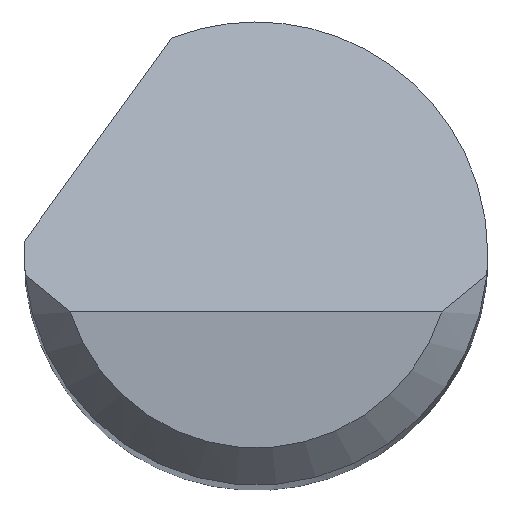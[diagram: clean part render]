
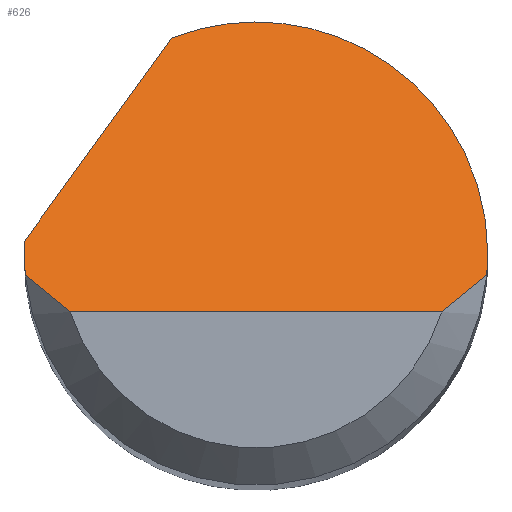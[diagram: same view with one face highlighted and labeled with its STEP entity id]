
A CAD part, top view. The second image highlights one B-rep face of the part: STEP entity #626.
In plain terms, the highlighted planar face has unit normal (0, 0.707, 0.707).
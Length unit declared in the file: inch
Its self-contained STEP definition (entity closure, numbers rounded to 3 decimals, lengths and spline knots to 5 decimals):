
#7 = CARTESIAN_POINT ( 'NONE',  ( 0.07508, -0.02375, 2.5 ) ) ;
#13 = B_SPLINE_CURVE_WITH_KNOTS ( 'NONE', 3,
 ( #7, #478, #422, #118 ),
 .UNSPECIFIED., .F., .F.,
 ( 4, 4 ),
 ( 0., 0.00071 ),
 .UNSPECIFIED. ) ;
#24 = ORIENTED_EDGE ( 'NONE', *, *, #380, .F. ) ;
#31 = DIRECTION ( 'NONE',  ( 0., -0.707, -0.707 ) ) ;
#48 = DIRECTION ( 'NONE',  ( 0., 0.707, -0.707 ) ) ;
#55 = CARTESIAN_POINT ( 'NONE',  ( -0.08761, -0.01397, 2.49022 ) ) ;
#70 = EDGE_CURVE ( 'NONE', #786, #84, #13, .T. ) ;
#83 = AXIS2_PLACEMENT_3D ( 'NONE', #217, #31, #48 ) ;
#84 = VERTEX_POINT ( 'NONE', #238 ) ;
#86 = LINE ( 'NONE', #766, #446 ) ;
#89 = ORIENTED_EDGE ( 'NONE', *, *, #420, .F. ) ;
#92 = CARTESIAN_POINT ( 'NONE',  ( -0.03394, 0.08739, 2.38886 ) ) ;
#95 = VERTEX_POINT ( 'NONE', #681 ) ;
#110 = CARTESIAN_POINT ( 'NONE',  ( -0.11014, -0.01781, 2.49406 ) ) ;
#114 = ORIENTED_EDGE ( 'NONE', *, *, #259, .F. ) ;
#115 = CARTESIAN_POINT ( 'NONE',  ( -0.09375, 0., 2.47625 ) ) ;
#118 = CARTESIAN_POINT ( 'NONE',  ( 0.09334, -0.00875, 2.485 ) ) ;
#130 = CARTESIAN_POINT ( 'NONE',  ( -0.09375, 0.00167, 2.47458 ) ) ;
#152 = FACE_OUTER_BOUND ( 'NONE', #703, .T. ) ;
#153 = CARTESIAN_POINT ( 'NONE',  ( 0.03379, 0.11369, 2.36256 ) ) ;
#161 = CARTESIAN_POINT ( 'NONE',  ( -0.09334, -0.00875, 2.485 ) ) ;
#175 = VERTEX_POINT ( 'NONE', #437 ) ;
#180 = CARTESIAN_POINT ( 'NONE',  ( -0.09361, -0.00584, 2.48209 ) ) ;
#217 = CARTESIAN_POINT ( 'NONE',  ( -0.09375, -0.02375, 2.5 ) ) ;
#222 = CARTESIAN_POINT ( 'NONE',  ( 0.09334, -0.00875, 2.485 ) ) ;
#238 = CARTESIAN_POINT ( 'NONE',  ( 0.09334, -0.00875, 2.485 ) ) ;
#244 =( BOUNDED_CURVE ( )  B_SPLINE_CURVE ( 3, ( #382, #130, #323, #371 ),
 .UNSPECIFIED., .F., .F. ) 
 B_SPLINE_CURVE_WITH_KNOTS ( ( 4, 4 ),
 ( 4.71239, 4.76575 ),
 .UNSPECIFIED. ) 
 CURVE ( )  GEOMETRIC_REPRESENTATION_ITEM ( )  RATIONAL_B_SPLINE_CURVE ( ( 1., 1., 1., 1. ) ) 
 REPRESENTATION_ITEM ( '' )  );
#259 = EDGE_CURVE ( 'NONE', #489, #348, #244, .T. ) ;
#262 = ORIENTED_EDGE ( 'NONE', *, *, #368, .F. ) ;
#264 = VERTEX_POINT ( 'NONE', #575 ) ;
#289 = CARTESIAN_POINT ( 'NONE',  ( -0.07508, -0.02375, 2.5 ) ) ;
#294 = VECTOR ( 'NONE', #533, 39.37008 ) ;
#302 = EDGE_CURVE ( 'NONE', #348, #95, #661, .T. ) ;
#323 = CARTESIAN_POINT ( 'NONE',  ( -0.09371, 0.00333, 2.47292 ) ) ;
#328 = CARTESIAN_POINT ( 'NONE',  ( 0.09375, 0., 2.47625 ) ) ;
#330 = ORIENTED_EDGE ( 'NONE', *, *, #70, .T. ) ;
#348 = VERTEX_POINT ( 'NONE', #587 ) ;
#350 = CARTESIAN_POINT ( 'NONE',  ( -0.09375, 0., 2.47625 ) ) ;
#368 = EDGE_CURVE ( 'NONE', #264, #84, #778, .T. ) ;
#370 = VERTEX_POINT ( 'NONE', #598 ) ;
#371 = CARTESIAN_POINT ( 'NONE',  ( -0.09362, 0.005, 2.47125 ) ) ;
#380 = EDGE_CURVE ( 'NONE', #95, #264, #549, .T. ) ;
#382 = CARTESIAN_POINT ( 'NONE',  ( -0.09375, 0., 2.47625 ) ) ;
#385 = ORIENTED_EDGE ( 'NONE', *, *, #714, .T. ) ;
#392 = CARTESIAN_POINT ( 'NONE',  ( 0.09375, 0., 2.47625 ) ) ;
#394 = PLANE ( 'NONE',  #83 ) ;
#420 = EDGE_CURVE ( 'NONE', #175, #489, #492, .T. ) ;
#422 = CARTESIAN_POINT ( 'NONE',  ( 0.08761, -0.01397, 2.49022 ) ) ;
#436 = B_SPLINE_CURVE_WITH_KNOTS ( 'NONE', 3,
 ( #161, #55, #524, #289 ),
 .UNSPECIFIED., .F., .F.,
 ( 4, 4 ),
 ( 0., 0.00071 ),
 .UNSPECIFIED. ) ;
#437 = CARTESIAN_POINT ( 'NONE',  ( -0.09334, -0.00875, 2.485 ) ) ;
#446 = VECTOR ( 'NONE', #451, 39.37008 ) ;
#451 = DIRECTION ( 'NONE',  ( 1., 0., 0. ) ) ;
#456 = EDGE_CURVE ( 'NONE', #370, #786, #86, .T. ) ;
#457 = CARTESIAN_POINT ( 'NONE',  ( 0.09361, -0.00584, 2.48209 ) ) ;
#478 = CARTESIAN_POINT ( 'NONE',  ( 0.08157, -0.019, 2.49525 ) ) ;
#489 = VERTEX_POINT ( 'NONE', #115 ) ;
#492 =( BOUNDED_CURVE ( )  B_SPLINE_CURVE ( 3, ( #746, #180, #669, #350 ),
 .UNSPECIFIED., .F., .F. ) 
 B_SPLINE_CURVE_WITH_KNOTS ( ( 4, 4 ),
 ( 4.61892, 4.71239 ),
 .UNSPECIFIED. ) 
 CURVE ( )  GEOMETRIC_REPRESENTATION_ITEM ( )  RATIONAL_B_SPLINE_CURVE ( ( 1., 0.999, 0.999, 1. ) ) 
 REPRESENTATION_ITEM ( '' )  );
#524 = CARTESIAN_POINT ( 'NONE',  ( -0.08157, -0.019, 2.49525 ) ) ;
#533 = DIRECTION ( 'NONE',  ( 0.456, 0.629, -0.629 ) ) ;
#549 =( BOUNDED_CURVE ( )  B_SPLINE_CURVE ( 3, ( #92, #153, #713, #328 ),
 .UNSPECIFIED., .F., .F. ) 
 B_SPLINE_CURVE_WITH_KNOTS ( ( 4, 4 ),
 ( 5.91277, 7.85398 ),
 .UNSPECIFIED. ) 
 CURVE ( )  GEOMETRIC_REPRESENTATION_ITEM ( )  RATIONAL_B_SPLINE_CURVE ( ( 1., 0.71, 0.71, 1. ) ) 
 REPRESENTATION_ITEM ( '' )  );
#575 = CARTESIAN_POINT ( 'NONE',  ( 0.09375, 0., 2.47625 ) ) ;
#587 = CARTESIAN_POINT ( 'NONE',  ( -0.09362, 0.005, 2.47125 ) ) ;
#591 = CARTESIAN_POINT ( 'NONE',  ( 0.07508, -0.02375, 2.5 ) ) ;
#598 = CARTESIAN_POINT ( 'NONE',  ( -0.07508, -0.02375, 2.5 ) ) ;
#626 = ADVANCED_FACE ( 'NONE', ( #152 ), #394, .F. ) ;
#645 = CARTESIAN_POINT ( 'NONE',  ( 0.09375, -0.00292, 2.47917 ) ) ;
#661 = LINE ( 'NONE', #110, #294 ) ;
#669 = CARTESIAN_POINT ( 'NONE',  ( -0.09375, -0.00292, 2.47917 ) ) ;
#681 = CARTESIAN_POINT ( 'NONE',  ( -0.03394, 0.08739, 2.38886 ) ) ;
#703 = EDGE_LOOP ( 'NONE', ( #704, #330, #262, #24, #739, #114, #89, #385 ) ) ;
#704 = ORIENTED_EDGE ( 'NONE', *, *, #456, .T. ) ;
#713 = CARTESIAN_POINT ( 'NONE',  ( 0.09375, 0.07266, 2.40359 ) ) ;
#714 = EDGE_CURVE ( 'NONE', #175, #370, #436, .T. ) ;
#739 = ORIENTED_EDGE ( 'NONE', *, *, #302, .F. ) ;
#746 = CARTESIAN_POINT ( 'NONE',  ( -0.09334, -0.00875, 2.485 ) ) ;
#766 = CARTESIAN_POINT ( 'NONE',  ( 0., -0.02375, 2.5 ) ) ;
#778 =( BOUNDED_CURVE ( )  B_SPLINE_CURVE ( 3, ( #392, #645, #457, #222 ),
 .UNSPECIFIED., .F., .F. ) 
 B_SPLINE_CURVE_WITH_KNOTS ( ( 4, 4 ),
 ( 1.5708, 1.66427 ),
 .UNSPECIFIED. ) 
 CURVE ( )  GEOMETRIC_REPRESENTATION_ITEM ( )  RATIONAL_B_SPLINE_CURVE ( ( 1., 0.999, 0.999, 1. ) ) 
 REPRESENTATION_ITEM ( '' )  );
#786 = VERTEX_POINT ( 'NONE', #591 ) ;
